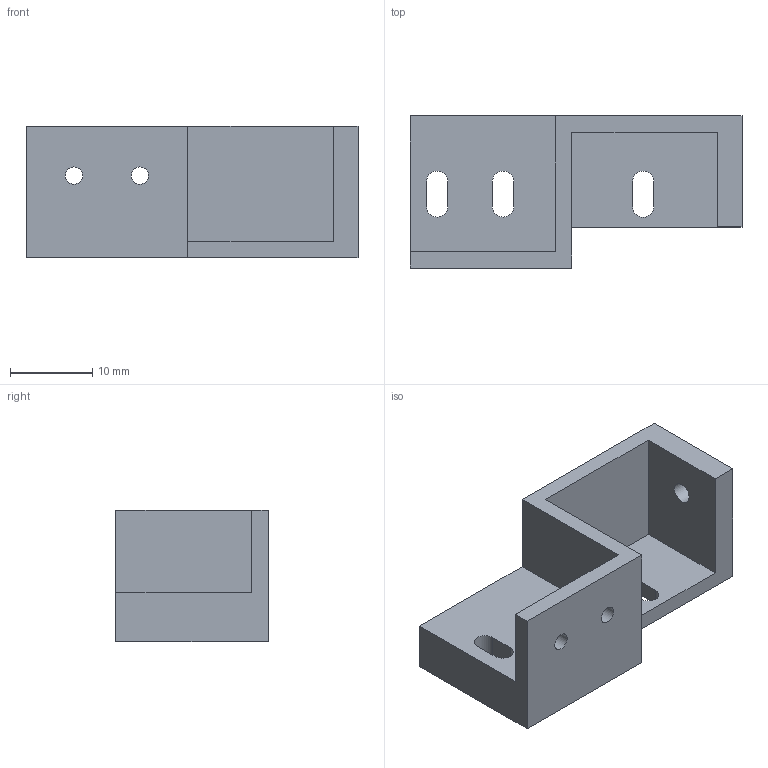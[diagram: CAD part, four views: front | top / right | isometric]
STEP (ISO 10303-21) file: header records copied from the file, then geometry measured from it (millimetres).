
FILE_DESCRIPTION(/* description */ (''),/* implementation_level */ '2;1');
FILE_NAME(/* name */ 'Compliant_plate_without_heat_insert.STEP',/* time_stamp */ '2021-10-12T11:18:02-07:00',/* author */ ('kylem'),/* organization */ (''),/* preprocessor_version */ 'ST-DEVELOPER v18.1',/* originating_system */ 'Autodesk Inventor 2022',/* authorisation */ '');
FILE_SCHEMA (('AUTOMOTIVE_DESIGN { 1 0 10303 214 3 1 1 }'));
Length unit declared in the file: millimetre
Products named in the file (1): Compliant_plate_without_heat_insert
Bounding box: 40.3 x 18.5 x 16 mm (x, y, z)
Volume: 4310.8 mm3; surface area: 3634.2 mm2
Topology: 1 solids, 1 shells, 29 faces, 81 edges, 54 vertices
Faces by surface type: plane 20, cylinder 9
Full cylindrical faces by diameter (mm): 2.1 x2, 2.5 x1
Entity records: 998 total; most frequent: CARTESIAN_POINT 165, ORIENTED_EDGE 162, DIRECTION 159, EDGE_CURVE 81, LINE 63, VECTOR 63, VERTEX_POINT 54, AXIS2_PLACEMENT_3D 48
